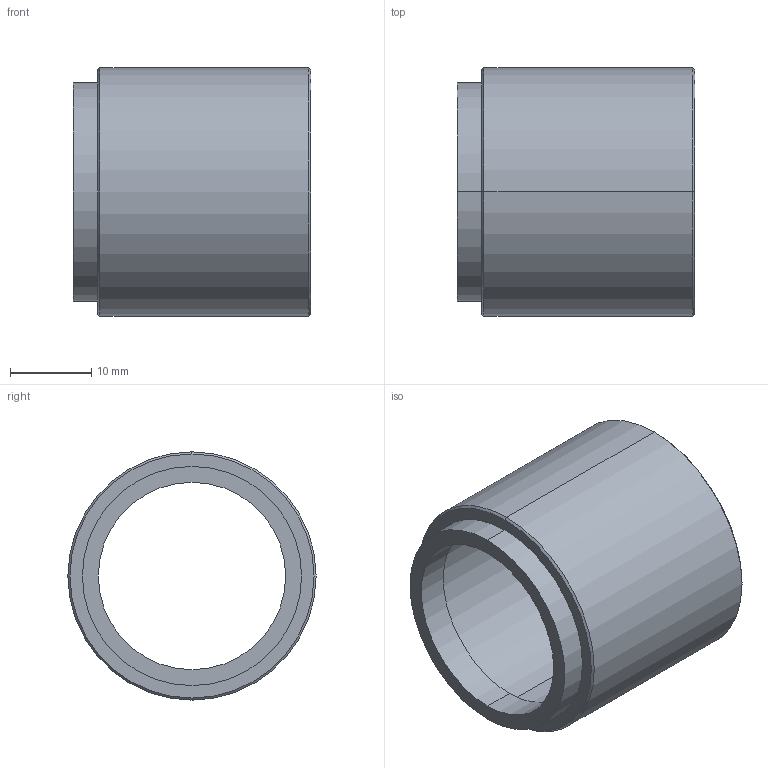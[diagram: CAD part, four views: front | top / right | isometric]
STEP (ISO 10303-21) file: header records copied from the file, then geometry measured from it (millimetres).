
FILE_DESCRIPTION (( 'STEP AP214' ), '1' );
FILE_NAME ('SM1L10-Solidworks.STEP', '2026-01-12T10:13:41', ( '' ), ( '' ), 'SwSTEP 2.0', 'SolidWorks 2023', '' );
FILE_SCHEMA (( 'AUTOMOTIVE_DESIGN' ));
Length unit declared in the file: millimetre
Products named in the file (1): SM1L10-Solidworks
Bounding box: 29.21 x 30.48 x 30.48 mm (x, y, z)
Volume: 6260.6 mm3; surface area: 5672.6 mm2
Topology: 1 solids, 1 shells, 16 faces, 32 edges, 20 vertices
Faces by surface type: cylinder 8, cone 4, plane 4
Entity records: 451 total; most frequent: DIRECTION 86, CARTESIAN_POINT 69, ORIENTED_EDGE 64, AXIS2_PLACEMENT_3D 37, EDGE_CURVE 32, EDGE_LOOP 20, CIRCLE 20, VERTEX_POINT 20
